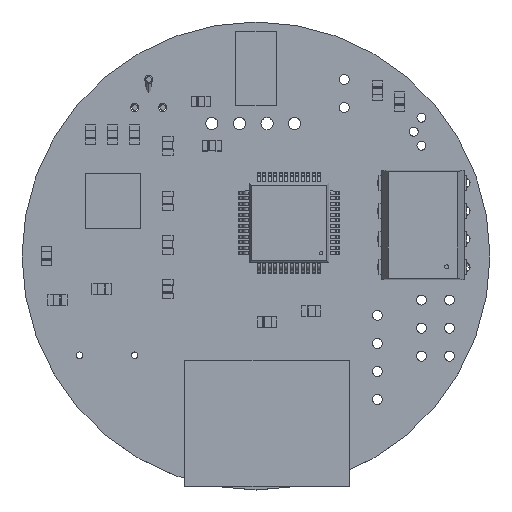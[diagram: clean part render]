
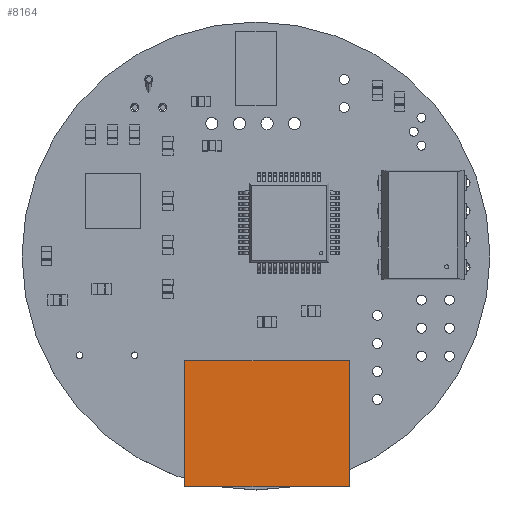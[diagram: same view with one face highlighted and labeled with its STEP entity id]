
A CAD part, top view. The second image highlights one B-rep face of the part: STEP entity #8164.
In plain terms, the highlighted planar face has unit normal (0, 0, 1).
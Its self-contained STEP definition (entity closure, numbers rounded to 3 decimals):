
#8035 = VERTEX_POINT('',#8036);
#8036 = CARTESIAN_POINT('',(-12.45,-2.5,6.1));
#8042 = EDGE_CURVE('',#8035,#8043,#8045,.T.);
#8043 = VERTEX_POINT('',#8044);
#8044 = CARTESIAN_POINT('',(2.45,-2.5,6.1));
#8045 = LINE('',#8046,#8047);
#8046 = CARTESIAN_POINT('',(-12.45,-2.5,6.1));
#8047 = VECTOR('',#8048,1.);
#8048 = DIRECTION('',(1.,0.,0.));
#8073 = EDGE_CURVE('',#8043,#8074,#8076,.T.);
#8074 = VERTEX_POINT('',#8075);
#8075 = CARTESIAN_POINT('',(2.45,8.9,6.1));
#8076 = LINE('',#8077,#8078);
#8077 = CARTESIAN_POINT('',(2.45,-2.5,6.1));
#8078 = VECTOR('',#8079,1.);
#8079 = DIRECTION('',(0.,1.,0.));
#8104 = EDGE_CURVE('',#8074,#8105,#8107,.T.);
#8105 = VERTEX_POINT('',#8106);
#8106 = CARTESIAN_POINT('',(-12.45,8.9,6.1));
#8107 = LINE('',#8108,#8109);
#8108 = CARTESIAN_POINT('',(2.45,8.9,6.1));
#8109 = VECTOR('',#8110,1.);
#8110 = DIRECTION('',(-1.,0.,0.));
#8135 = EDGE_CURVE('',#8105,#8035,#8136,.T.);
#8136 = LINE('',#8137,#8138);
#8137 = CARTESIAN_POINT('',(-12.45,8.9,6.1));
#8138 = VECTOR('',#8139,1.);
#8139 = DIRECTION('',(0.,-1.,0.));
#8164 = ADVANCED_FACE('',(#8165),#8171,.F.);
#8165 = FACE_BOUND('',#8166,.T.);
#8166 = EDGE_LOOP('',(#8167,#8168,#8169,#8170));
#8167 = ORIENTED_EDGE('',*,*,#8042,.T.);
#8168 = ORIENTED_EDGE('',*,*,#8073,.T.);
#8169 = ORIENTED_EDGE('',*,*,#8104,.T.);
#8170 = ORIENTED_EDGE('',*,*,#8135,.T.);
#8171 = PLANE('',#8172);
#8172 = AXIS2_PLACEMENT_3D('',#8173,#8174,#8175);
#8173 = CARTESIAN_POINT('',(-12.45,-2.5,6.1));
#8174 = DIRECTION('',(0.,0.,-1.));
#8175 = DIRECTION('',(-1.,0.,0.));
